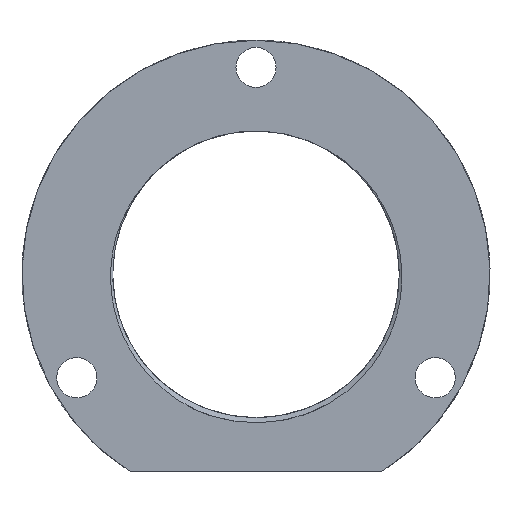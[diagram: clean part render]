
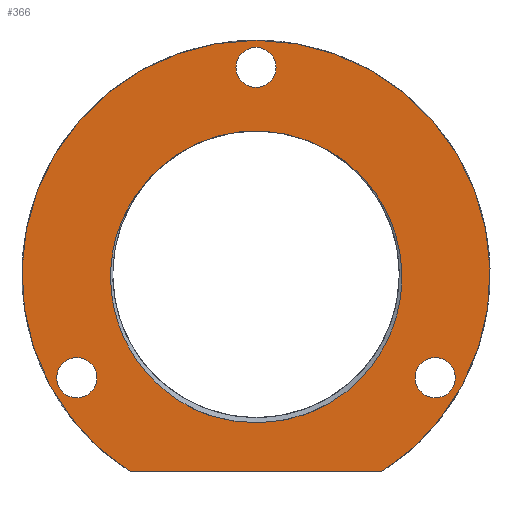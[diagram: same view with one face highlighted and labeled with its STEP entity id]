
A CAD part, front view. The second image highlights one B-rep face of the part: STEP entity #366.
In plain terms, the highlighted planar face has unit normal (0, -1, 0).
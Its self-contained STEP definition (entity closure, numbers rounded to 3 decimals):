
#23=LINE('',#638,#31);
#31=VECTOR('',#509,1000.);
#41=B_SPLINE_CURVE_WITH_KNOTS('',3,(#641,#642,#643,#644,#645,#646,#647,
#648,#649,#650,#651,#652,#653,#654),.UNSPECIFIED.,.F.,.F.,(4,2,2,2,2,2,
4),(-2.171,-1.862,-1.563,-1.226,
-0.839,-0.424,0.),.UNSPECIFIED.);
#42=B_SPLINE_CURVE_WITH_KNOTS('',3,(#658,#659,#660,#661,#662,#663,#664,
#665,#666,#667,#668,#669,#670,#671),.UNSPECIFIED.,.F.,.F.,(4,2,2,2,2,2,
4),(-2.578,-2.172,-1.778,-1.293,
-0.814,-0.4,0.),.UNSPECIFIED.);
#54=PLANE('',#419);
#70=FACE_BOUND('',#130,.T.);
#71=FACE_BOUND('',#131,.T.);
#72=FACE_BOUND('',#132,.T.);
#73=FACE_BOUND('',#133,.T.);
#91=FACE_OUTER_BOUND('',#129,.T.);
#129=EDGE_LOOP('',(#290,#291));
#130=EDGE_LOOP('',(#292));
#131=EDGE_LOOP('',(#293));
#132=EDGE_LOOP('',(#294));
#133=EDGE_LOOP('',(#295,#296,#297,#298));
#157=CIRCLE('',#402,1.7);
#160=CIRCLE('',#407,1.7);
#163=CIRCLE('',#412,1.7);
#169=CIRCLE('',#420,19.8);
#170=CIRCLE('',#421,12.558);
#171=CIRCLE('',#422,12.125);
#185=VERTEX_POINT('',#582);
#189=VERTEX_POINT('',#601);
#193=VERTEX_POINT('',#622);
#197=VERTEX_POINT('',#635);
#198=VERTEX_POINT('',#636);
#199=VERTEX_POINT('',#639);
#200=VERTEX_POINT('',#640);
#201=VERTEX_POINT('',#655);
#202=VERTEX_POINT('',#657);
#219=EDGE_CURVE('',#185,#185,#157,.T.);
#223=EDGE_CURVE('',#189,#189,#160,.T.);
#227=EDGE_CURVE('',#193,#193,#163,.T.);
#234=EDGE_CURVE('',#197,#198,#169,.T.);
#235=EDGE_CURVE('',#197,#198,#23,.T.);
#236=EDGE_CURVE('',#199,#200,#41,.T.);
#237=EDGE_CURVE('',#201,#199,#170,.T.);
#238=EDGE_CURVE('',#202,#201,#42,.T.);
#239=EDGE_CURVE('',#202,#200,#171,.T.);
#290=ORIENTED_EDGE('',*,*,#234,.F.);
#291=ORIENTED_EDGE('',*,*,#235,.T.);
#292=ORIENTED_EDGE('',*,*,#219,.T.);
#293=ORIENTED_EDGE('',*,*,#223,.T.);
#294=ORIENTED_EDGE('',*,*,#227,.T.);
#295=ORIENTED_EDGE('',*,*,#236,.F.);
#296=ORIENTED_EDGE('',*,*,#237,.F.);
#297=ORIENTED_EDGE('',*,*,#238,.F.);
#298=ORIENTED_EDGE('',*,*,#239,.T.);
#366=ADVANCED_FACE('',(#91,#70,#71,#72,#73),#54,.F.);
#402=AXIS2_PLACEMENT_3D('',#583,#470,#471);
#407=AXIS2_PLACEMENT_3D('',#602,#480,#481);
#412=AXIS2_PLACEMENT_3D('',#623,#490,#491);
#419=AXIS2_PLACEMENT_3D('',#634,#505,#506);
#420=AXIS2_PLACEMENT_3D('',#637,#507,#508);
#421=AXIS2_PLACEMENT_3D('',#656,#510,#511);
#422=AXIS2_PLACEMENT_3D('',#672,#512,#513);
#470=DIRECTION('center_axis',(0.,1.,0.));
#471=DIRECTION('ref_axis',(1.,0.,0.));
#480=DIRECTION('center_axis',(0.,1.,0.));
#481=DIRECTION('ref_axis',(1.,0.,0.));
#490=DIRECTION('center_axis',(0.,1.,0.));
#491=DIRECTION('ref_axis',(1.,0.,0.));
#505=DIRECTION('center_axis',(0.,1.,0.));
#506=DIRECTION('ref_axis',(0.,0.,1.));
#507=DIRECTION('center_axis',(0.,1.,0.));
#508=DIRECTION('ref_axis',(0.,0.,1.));
#509=DIRECTION('',(1.,0.,0.));
#510=DIRECTION('center_axis',(0.,-1.,0.));
#511=DIRECTION('ref_axis',(-1.,0.,0.));
#512=DIRECTION('center_axis',(0.,1.,0.));
#513=DIRECTION('ref_axis',(0.,0.,1.));
#582=CARTESIAN_POINT('',(13.455,0.,-8.75));
#583=CARTESIAN_POINT('Origin',(15.155,0.,-8.75));
#601=CARTESIAN_POINT('',(-16.855,0.,-8.75));
#602=CARTESIAN_POINT('Origin',(-15.155,0.,-8.75));
#622=CARTESIAN_POINT('',(-1.7,0.,17.5));
#623=CARTESIAN_POINT('Origin',(0.,0.,17.5));
#634=CARTESIAN_POINT('Origin',(0.,0.,0.));
#635=CARTESIAN_POINT('',(-10.637,0.,-16.7));
#636=CARTESIAN_POINT('',(10.637,0.,-16.7));
#637=CARTESIAN_POINT('Origin',(0.,0.,0.));
#638=CARTESIAN_POINT('',(0.,0.,-16.7));
#639=CARTESIAN_POINT('',(6.246,0.,-10.894));
#640=CARTESIAN_POINT('',(6.031,0.,10.519));
#641=CARTESIAN_POINT('Ctrl Pts',(6.246,0.,
-10.894));
#642=CARTESIAN_POINT('Ctrl Pts',(7.462,0.,
-10.17));
#643=CARTESIAN_POINT('Ctrl Pts',(8.551,0.,
-9.243));
#644=CARTESIAN_POINT('Ctrl Pts',(10.337,0.,
-7.103));
#645=CARTESIAN_POINT('Ctrl Pts',(11.036,0.,
-5.911));
#646=CARTESIAN_POINT('Ctrl Pts',(12.076,0.,-3.189));
#647=CARTESIAN_POINT('Ctrl Pts',(12.353,0.,
-1.657));
#648=CARTESIAN_POINT('Ctrl Pts',(12.331,0.,
1.663));
#649=CARTESIAN_POINT('Ctrl Pts',(11.94,0.,
3.178));
#650=CARTESIAN_POINT('Ctrl Pts',(10.944,0.,
5.657));
#651=CARTESIAN_POINT('Ctrl Pts',(10.217,0.,
6.842));
#652=CARTESIAN_POINT('Ctrl Pts',(8.376,0.,
8.944));
#653=CARTESIAN_POINT('Ctrl Pts',(7.27,0.,
9.837));
#654=CARTESIAN_POINT('Ctrl Pts',(6.031,0.,
10.519));
#655=CARTESIAN_POINT('',(-3.904,0.,-11.936));
#656=CARTESIAN_POINT('Origin',(0.,0.,0.));
#657=CARTESIAN_POINT('',(-8.093,0.,9.029));
#658=CARTESIAN_POINT('Ctrl Pts',(-8.093,0.,
9.029));
#659=CARTESIAN_POINT('Ctrl Pts',(-9.122,0.,
8.136));
#660=CARTESIAN_POINT('Ctrl Pts',(-9.997,0.,
7.073));
#661=CARTESIAN_POINT('Ctrl Pts',(-11.337,0.,
4.739));
#662=CARTESIAN_POINT('Ctrl Pts',(-11.806,0.,
3.49));
#663=CARTESIAN_POINT('Ctrl Pts',(-12.383,0.,
0.589));
#664=CARTESIAN_POINT('Ctrl Pts',(-12.376,0.,
-1.06));
#665=CARTESIAN_POINT('Ctrl Pts',(-11.736,0.,
-4.223));
#666=CARTESIAN_POINT('Ctrl Pts',(-11.116,0.,
-5.716));
#667=CARTESIAN_POINT('Ctrl Pts',(-9.462,0.,
-8.205));
#668=CARTESIAN_POINT('Ctrl Pts',(-8.505,0.,
-9.22));
#669=CARTESIAN_POINT('Ctrl Pts',(-6.347,0.,
-10.866));
#670=CARTESIAN_POINT('Ctrl Pts',(-5.164,0.,
-11.5));
#671=CARTESIAN_POINT('Ctrl Pts',(-3.904,0.,
-11.936));
#672=CARTESIAN_POINT('Origin',(0.,0.,0.));
